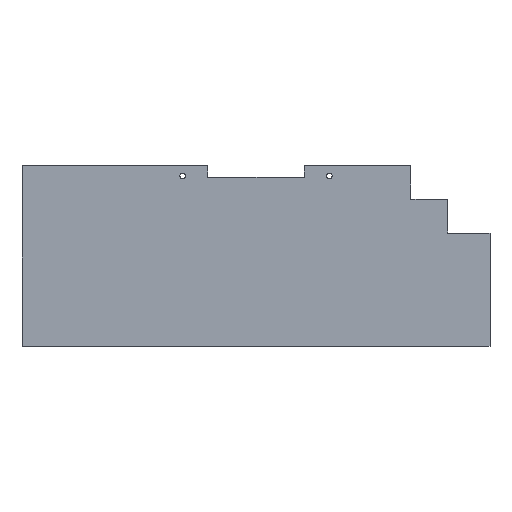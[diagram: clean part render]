
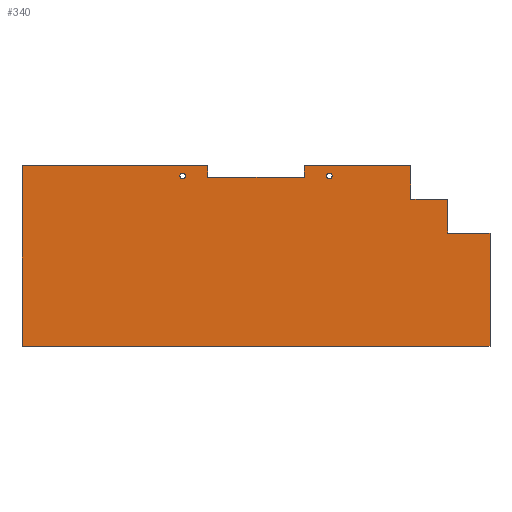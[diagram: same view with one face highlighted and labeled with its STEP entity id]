
A CAD part, top view. The second image highlights one B-rep face of the part: STEP entity #340.
In plain terms, the highlighted planar face has unit normal (0, 0, 1).
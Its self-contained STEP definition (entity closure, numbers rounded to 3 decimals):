
#15=FACE_BOUND('',#67,.T.);
#16=FACE_BOUND('',#68,.T.);
#32=PLANE('',#375);
#49=FACE_OUTER_BOUND('',#66,.T.);
#66=EDGE_LOOP('',(#293,#294,#295,#296,#297,#298,#299,#300,#301,#302,#303,
#304,#305));
#67=EDGE_LOOP('',(#306));
#68=EDGE_LOOP('',(#307));
#76=LINE('',#482,#117);
#79=LINE('',#488,#120);
#82=LINE('',#494,#123);
#85=LINE('',#500,#126);
#88=LINE('',#506,#129);
#91=LINE('',#512,#132);
#94=LINE('',#518,#135);
#97=LINE('',#524,#138);
#100=LINE('',#530,#141);
#103=LINE('',#536,#144);
#106=LINE('',#542,#147);
#109=LINE('',#548,#150);
#112=LINE('',#552,#153);
#117=VECTOR('',#397,10.);
#120=VECTOR('',#402,10.);
#123=VECTOR('',#407,10.);
#126=VECTOR('',#412,10.);
#129=VECTOR('',#417,10.);
#132=VECTOR('',#422,10.);
#135=VECTOR('',#427,10.);
#138=VECTOR('',#432,10.);
#141=VECTOR('',#437,10.);
#144=VECTOR('',#442,10.);
#147=VECTOR('',#447,10.);
#150=VECTOR('',#452,10.);
#153=VECTOR('',#457,10.);
#154=CIRCLE('',#357,1.9);
#156=CIRCLE('',#360,1.9);
#158=VERTEX_POINT('',#464);
#160=VERTEX_POINT('',#470);
#164=VERTEX_POINT('',#479);
#165=VERTEX_POINT('',#481);
#167=VERTEX_POINT('',#487);
#169=VERTEX_POINT('',#493);
#171=VERTEX_POINT('',#499);
#173=VERTEX_POINT('',#505);
#175=VERTEX_POINT('',#511);
#177=VERTEX_POINT('',#517);
#179=VERTEX_POINT('',#523);
#181=VERTEX_POINT('',#529);
#183=VERTEX_POINT('',#535);
#185=VERTEX_POINT('',#541);
#187=VERTEX_POINT('',#547);
#188=EDGE_CURVE('',#158,#158,#154,.T.);
#191=EDGE_CURVE('',#160,#160,#156,.T.);
#196=EDGE_CURVE('',#165,#164,#76,.T.);
#199=EDGE_CURVE('',#167,#165,#79,.T.);
#202=EDGE_CURVE('',#169,#167,#82,.T.);
#205=EDGE_CURVE('',#171,#169,#85,.T.);
#208=EDGE_CURVE('',#173,#171,#88,.T.);
#211=EDGE_CURVE('',#175,#173,#91,.T.);
#214=EDGE_CURVE('',#177,#175,#94,.T.);
#217=EDGE_CURVE('',#179,#177,#97,.T.);
#220=EDGE_CURVE('',#181,#179,#100,.T.);
#223=EDGE_CURVE('',#183,#181,#103,.T.);
#226=EDGE_CURVE('',#185,#183,#106,.T.);
#229=EDGE_CURVE('',#187,#185,#109,.T.);
#232=EDGE_CURVE('',#164,#187,#112,.T.);
#293=ORIENTED_EDGE('',*,*,#232,.T.);
#294=ORIENTED_EDGE('',*,*,#229,.T.);
#295=ORIENTED_EDGE('',*,*,#226,.T.);
#296=ORIENTED_EDGE('',*,*,#223,.T.);
#297=ORIENTED_EDGE('',*,*,#220,.T.);
#298=ORIENTED_EDGE('',*,*,#217,.T.);
#299=ORIENTED_EDGE('',*,*,#214,.T.);
#300=ORIENTED_EDGE('',*,*,#211,.T.);
#301=ORIENTED_EDGE('',*,*,#208,.T.);
#302=ORIENTED_EDGE('',*,*,#205,.T.);
#303=ORIENTED_EDGE('',*,*,#202,.T.);
#304=ORIENTED_EDGE('',*,*,#199,.T.);
#305=ORIENTED_EDGE('',*,*,#196,.T.);
#306=ORIENTED_EDGE('',*,*,#191,.T.);
#307=ORIENTED_EDGE('',*,*,#188,.T.);
#340=ADVANCED_FACE('',(#49,#15,#16),#32,.T.);
#357=AXIS2_PLACEMENT_3D('',#465,#381,#382);
#360=AXIS2_PLACEMENT_3D('',#471,#388,#389);
#375=AXIS2_PLACEMENT_3D('',#553,#458,#459);
#381=DIRECTION('center_axis',(0.,0.,-1.));
#382=DIRECTION('ref_axis',(1.,0.,0.));
#388=DIRECTION('center_axis',(0.,0.,-1.));
#389=DIRECTION('ref_axis',(1.,0.,0.));
#397=DIRECTION('',(0.,1.,0.));
#402=DIRECTION('',(-1.,0.,0.));
#407=DIRECTION('',(0.,1.,0.));
#412=DIRECTION('',(1.,0.,0.));
#417=DIRECTION('',(0.,-1.,0.));
#422=DIRECTION('',(-1.,0.,0.));
#427=DIRECTION('',(-1.,0.,0.));
#432=DIRECTION('',(0.,1.,0.));
#437=DIRECTION('',(-1.,0.,0.));
#442=DIRECTION('',(0.,-1.,0.));
#447=DIRECTION('',(-1.,0.,0.));
#452=DIRECTION('',(0.,1.,0.));
#457=DIRECTION('',(-1.,0.,0.));
#458=DIRECTION('center_axis',(0.,0.,1.));
#459=DIRECTION('ref_axis',(-1.,0.,0.));
#464=CARTESIAN_POINT('',(211.685,-8.,-4.85));
#465=CARTESIAN_POINT('Origin',(213.585,-8.,-4.85));
#470=CARTESIAN_POINT('',(111.685,-8.,-4.85));
#471=CARTESIAN_POINT('Origin',(113.585,-8.,-4.85));
#479=CARTESIAN_POINT('',(294.304,-24.,-4.85));
#481=CARTESIAN_POINT('',(294.304,-46.988,-4.85));
#482=CARTESIAN_POINT('',(294.304,-46.988,-4.85));
#487=CARTESIAN_POINT('',(323.169,-46.988,-4.85));
#488=CARTESIAN_POINT('',(294.304,-46.988,-4.85));
#493=CARTESIAN_POINT('',(323.169,-124.286,-4.85));
#494=CARTESIAN_POINT('',(323.169,-124.286,-4.85));
#499=CARTESIAN_POINT('',(4.,-124.286,-4.85));
#500=CARTESIAN_POINT('',(4.,-124.286,-4.85));
#505=CARTESIAN_POINT('',(4.,-1.,-4.85));
#506=CARTESIAN_POINT('',(4.,-1.,-4.85));
#511=CARTESIAN_POINT('',(36.792,-1.,-4.85));
#512=CARTESIAN_POINT('',(36.792,-1.,-4.85));
#517=CARTESIAN_POINT('',(130.792,-1.,-4.85));
#518=CARTESIAN_POINT('',(130.792,-1.,-4.85));
#523=CARTESIAN_POINT('',(130.792,-9.,-4.85));
#524=CARTESIAN_POINT('',(130.792,-1.,-4.85));
#529=CARTESIAN_POINT('',(196.377,-9.,-4.85));
#530=CARTESIAN_POINT('',(130.792,-9.,-4.85));
#535=CARTESIAN_POINT('',(196.377,-1.,-4.85));
#536=CARTESIAN_POINT('',(196.377,-9.,-4.85));
#541=CARTESIAN_POINT('',(269.223,-1.,-4.85));
#542=CARTESIAN_POINT('',(269.223,-1.,-4.85));
#547=CARTESIAN_POINT('',(269.223,-23.994,-4.85));
#548=CARTESIAN_POINT('',(269.223,-1.,-4.85));
#552=CARTESIAN_POINT('',(294.304,-24.,-4.85));
#553=CARTESIAN_POINT('Origin',(163.585,-62.643,-4.85));
